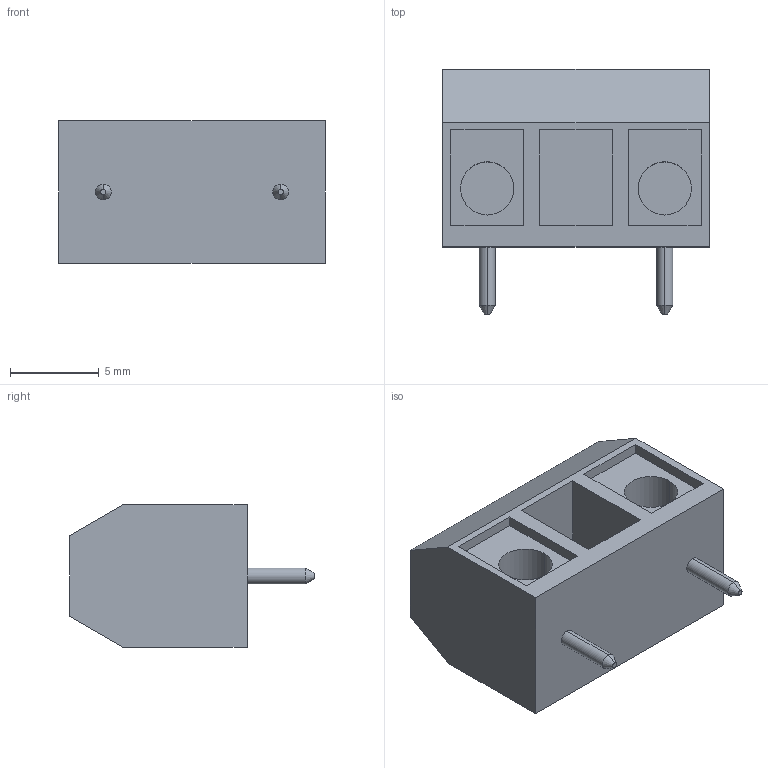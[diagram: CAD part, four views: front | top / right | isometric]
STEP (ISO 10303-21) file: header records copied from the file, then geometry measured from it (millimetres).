
FILE_DESCRIPTION((''),'2;1');
FILE_NAME('31001202','2013-07-23T',('Jobserver'),('MC TECHNOLOGY GmbH'),'PRO/ENGINEER BY PARAMETRIC TECHNOLOGY CORPORATION, 2010370','PRO/ENGINEER BY PARAMETRIC TECHNOLOGY CORPORATION, 2010370','');
FILE_SCHEMA(('AUTOMOTIVE_DESIGN { 1 0 10303 214 1 1 1 1 }'));
Length unit declared in the file: millimetre
Products named in the file (1): 31001202
Bounding box: 15 x 13.8 x 8 mm (x, y, z)
Volume: 803.6 mm3; surface area: 1006.7 mm2
Topology: 1 solids, 1 shells, 56 faces, 128 edges, 84 vertices
Faces by surface type: plane 38, cylinder 14, cone 4
Entity records: 2453 total; most frequent: DIRECTION 310, CARTESIAN_POINT 289, ORIENTED_EDGE 256, PRESENTATION_STYLE_ASSIGNMENT 157, STYLED_ITEM 154, CURVE_STYLE 146, EDGE_CURVE 128, AXIS2_PLACEMENT_3D 107
